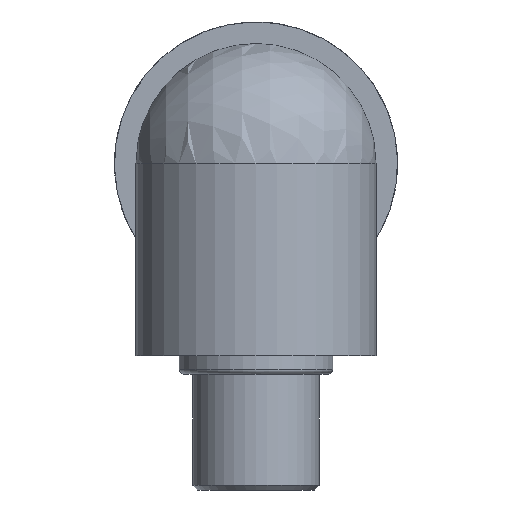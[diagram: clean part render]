
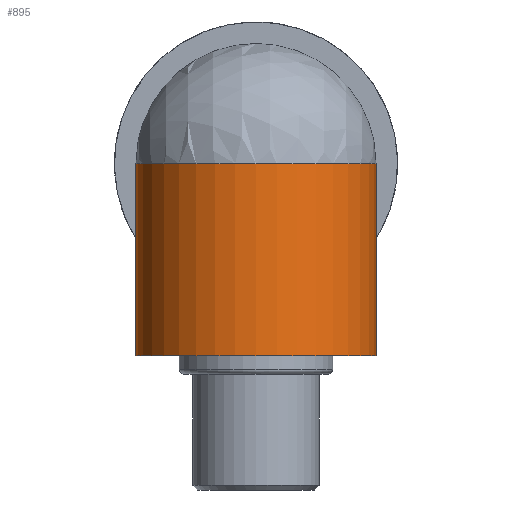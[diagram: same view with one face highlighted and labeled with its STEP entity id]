
A CAD part, front view. The second image highlights one B-rep face of the part: STEP entity #895.
In plain terms, the highlighted cylindrical face has radius 12.5 mm (diameter 25 mm), a full revolution.
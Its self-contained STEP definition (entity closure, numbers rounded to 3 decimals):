
#66=ELLIPSE('',#975,17.678,12.5);
#116=CYLINDRICAL_SURFACE('',#973,12.5);
#143=FACE_BOUND('',#246,.T.);
#173=FACE_OUTER_BOUND('',#245,.T.);
#245=EDGE_LOOP('',(#643));
#246=EDGE_LOOP('',(#644,#645));
#331=CIRCLE('',#967,12.5);
#334=CIRCLE('',#974,12.5);
#418=VERTEX_POINT('',#1497);
#419=VERTEX_POINT('',#1498);
#422=VERTEX_POINT('',#1509);
#508=EDGE_CURVE('',#419,#418,#331,.T.);
#511=EDGE_CURVE('',#422,#422,#334,.T.);
#512=EDGE_CURVE('',#418,#419,#66,.T.);
#643=ORIENTED_EDGE('',*,*,#511,.T.);
#644=ORIENTED_EDGE('',*,*,#512,.F.);
#645=ORIENTED_EDGE('',*,*,#508,.F.);
#895=ADVANCED_FACE('',(#173,#143),#116,.T.);
#967=AXIS2_PLACEMENT_3D('',#1500,#1135,#1136);
#973=AXIS2_PLACEMENT_3D('',#1508,#1147,#1148);
#974=AXIS2_PLACEMENT_3D('',#1510,#1149,#1150);
#975=AXIS2_PLACEMENT_3D('',#1511,#1151,#1152);
#1135=DIRECTION('center_axis',(0.,0.,1.));
#1136=DIRECTION('ref_axis',(0.,-1.,0.));
#1147=DIRECTION('center_axis',(0.,0.,1.));
#1148=DIRECTION('ref_axis',(0.,-1.,0.));
#1149=DIRECTION('center_axis',(0.,0.,1.));
#1150=DIRECTION('ref_axis',(0.,-1.,0.));
#1151=DIRECTION('center_axis',(0.,0.707,0.707));
#1152=DIRECTION('ref_axis',(0.,-0.707,0.707));
#1497=CARTESIAN_POINT('',(12.5,-48.,0.));
#1498=CARTESIAN_POINT('',(-12.5,-48.,0.));
#1500=CARTESIAN_POINT('Origin',(0.,-48.,0.));
#1508=CARTESIAN_POINT('Origin',(0.,-48.,-10.));
#1509=CARTESIAN_POINT('',(0.,-60.5,-20.));
#1510=CARTESIAN_POINT('Origin',(0.,-48.,-20.));
#1511=CARTESIAN_POINT('Origin',(0.,-48.,0.));
